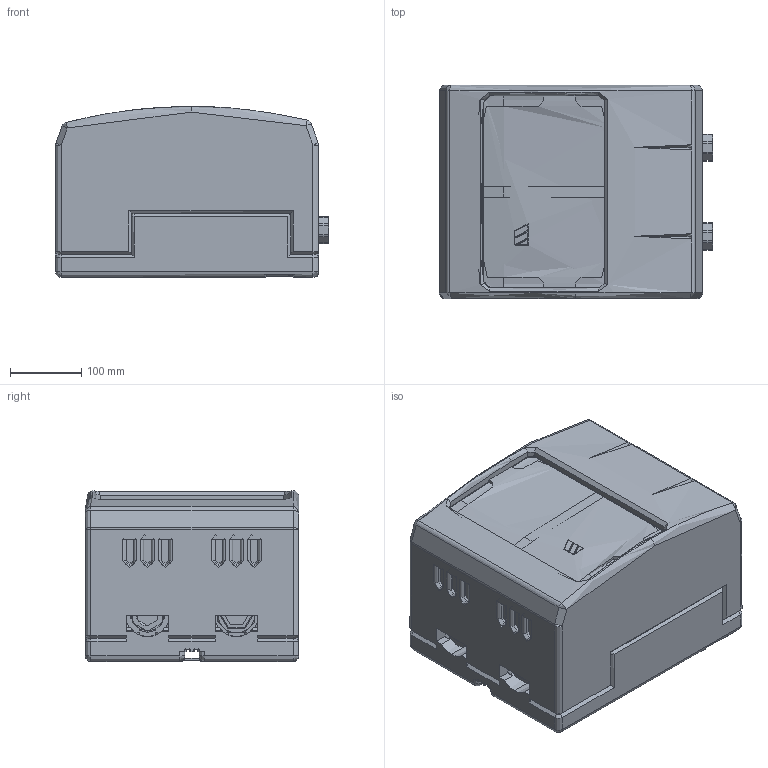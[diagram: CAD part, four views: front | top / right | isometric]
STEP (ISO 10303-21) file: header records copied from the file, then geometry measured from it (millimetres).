
FILE_DESCRIPTION (( 'STEP AP203' ), '1' );
FILE_NAME ('HK25.STEP', '2022-11-25T11:11:57', ( '' ), ( '' ), 'SwSTEP 2.0', 'SolidWorks 2021', '' );
FILE_SCHEMA (( 'CONFIG_CONTROL_DESIGN' ));
Products named in the file (1): HK25
Bounding box: 384 x 300 x 240.5 mm (x, y, z)
Topology: 0 solids, 3 shells, 3181 faces, 8218 edges, 5246 vertices
Faces by surface type: plane 1615, bspline 746, cylinder 603, cone 203, torus 14
Full cylindrical faces by diameter (mm): 40 x1
Entity records: 144481 total; most frequent: CARTESIAN_POINT 74089, ORIENTED_EDGE 16386, DIRECTION 11485, EDGE_CURVE 8193, VERTEX_POINT 5245, LINE 4289, VECTOR 4289, AXIS2_PLACEMENT_3D 3598
